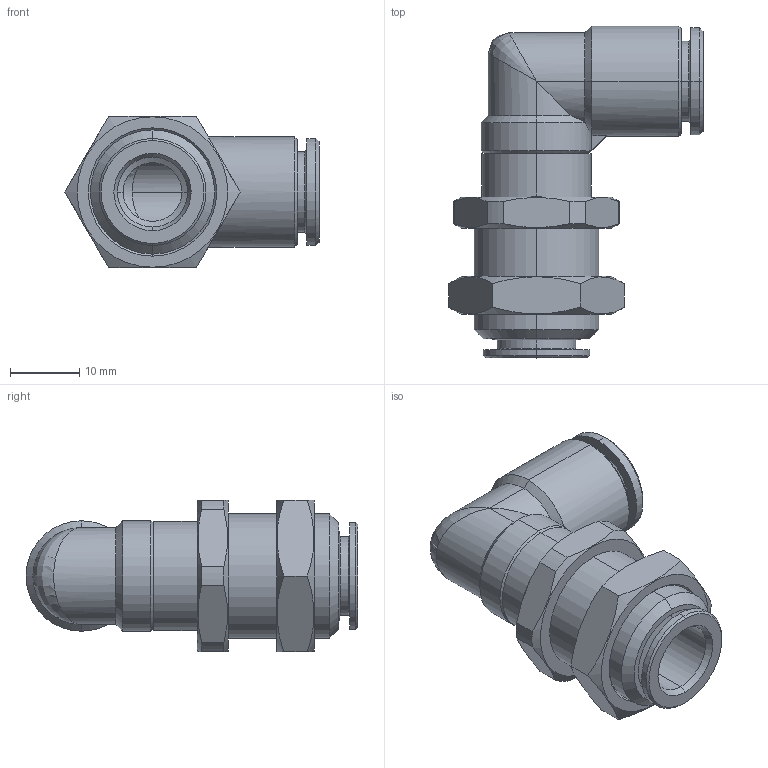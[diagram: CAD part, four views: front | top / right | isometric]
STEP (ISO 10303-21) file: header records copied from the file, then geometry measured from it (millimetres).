
FILE_DESCRIPTION (( 'STEP AP203' ), '1' );
FILE_NAME ('B0380050.STEP', '2011-04-29T12:33:46', ( 'UT1' ), ( 'sopra-pneumatic' ), 'SwSTEP 2.0', 'SolidWorks 2009', '' );
FILE_SCHEMA (( 'CONFIG_CONTROL_DESIGN' ));
Length unit declared in the file: millimetre
Products named in the file (1): B0380050
Bounding box: 36.85 x 48.1 x 22 mm (x, y, z)
Volume: 9779.2 mm3; surface area: 6774.1 mm2
Topology: 1 solids, 1 shells, 124 faces, 296 edges, 180 vertices
Faces by surface type: cone 43, cylinder 42, plane 35, bspline 4
Entity records: 4937 total; most frequent: CARTESIAN_POINT 2058, DIRECTION 595, ORIENTED_EDGE 580, EDGE_CURVE 290, AXIS2_PLACEMENT_3D 241, VERTEX_POINT 180, EDGE_LOOP 138, ADVANCED_FACE 124
